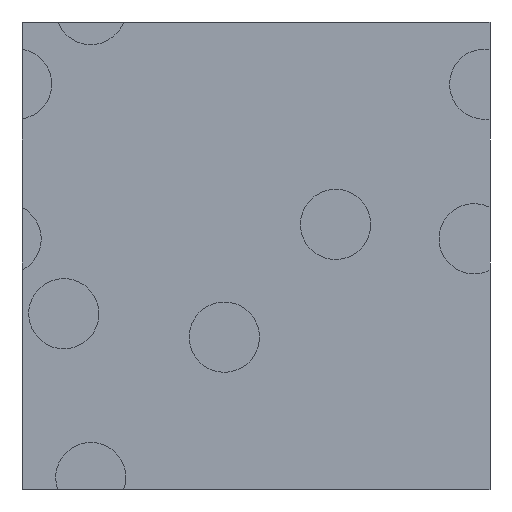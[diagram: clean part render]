
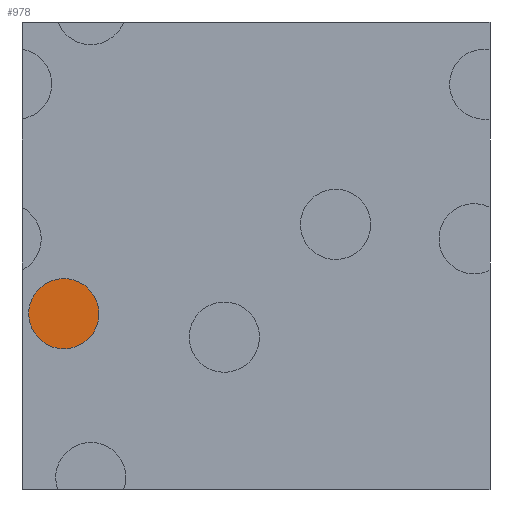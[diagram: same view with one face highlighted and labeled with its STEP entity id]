
A CAD part, top view. The second image highlights one B-rep face of the part: STEP entity #978.
In plain terms, the highlighted planar face has unit normal (0, 0, 1).
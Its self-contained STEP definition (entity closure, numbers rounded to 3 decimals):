
#978 = ADVANCED_FACE('',(#979),#992,.T.);
#979 = FACE_BOUND('',#980,.T.);
#980 = EDGE_LOOP('',(#981));
#981 = ORIENTED_EDGE('',*,*,#982,.T.);
#982 = EDGE_CURVE('',#983,#983,#985,.T.);
#983 = VERTEX_POINT('',#984);
#984 = CARTESIAN_POINT('',(0.657,1.507,0.));
#985 = SURFACE_CURVE('',#986,(#991),.PCURVE_S1.);
#986 = ELLIPSE('',#987,0.3,0.3);
#987 = AXIS2_PLACEMENT_3D('',#988,#989,#990);
#988 = CARTESIAN_POINT('',(0.357,1.507,0.));
#989 = DIRECTION('',(0.,0.,1.));
#990 = DIRECTION('',(1.,0.,-0.));
#991 = PCURVE('',#992,#997);
#992 = PLANE('',#993);
#993 = AXIS2_PLACEMENT_3D('',#994,#995,#996);
#994 = CARTESIAN_POINT('',(0.357,1.507,0.));
#995 = DIRECTION('',(0.,0.,1.));
#996 = DIRECTION('',(1.,0.,-0.));
#997 = DEFINITIONAL_REPRESENTATION('',(#998),#1002);
#998 = CIRCLE('',#999,0.3);
#999 = AXIS2_PLACEMENT_2D('',#1000,#1001);
#1000 = CARTESIAN_POINT('',(0.,0.));
#1001 = DIRECTION('',(1.,0.));
#1002 = ( GEOMETRIC_REPRESENTATION_CONTEXT(2) 
PARAMETRIC_REPRESENTATION_CONTEXT() REPRESENTATION_CONTEXT('2D SPACE',''
  ) );
